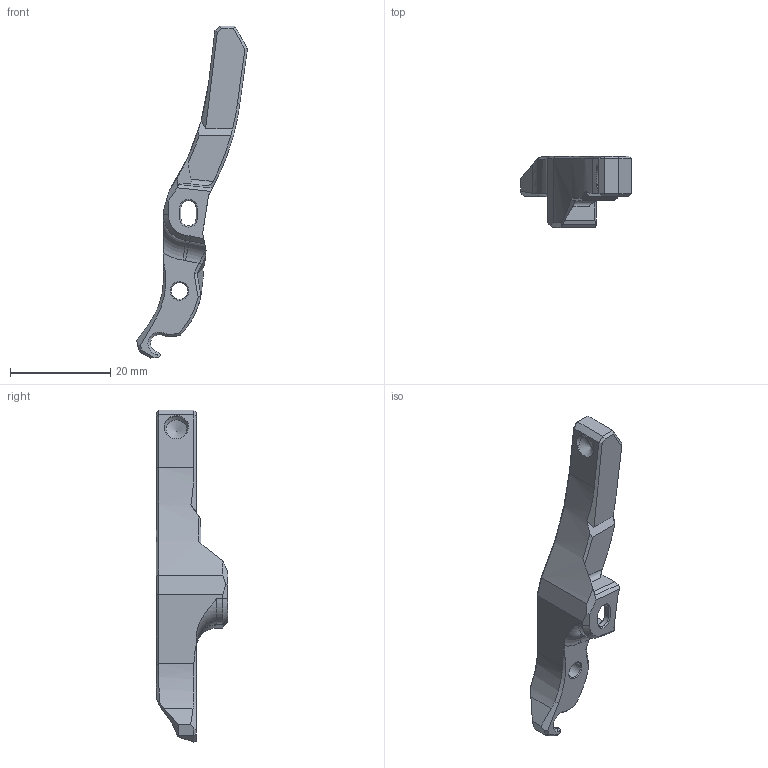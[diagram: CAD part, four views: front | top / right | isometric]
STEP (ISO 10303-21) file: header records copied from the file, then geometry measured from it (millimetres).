
FILE_DESCRIPTION(/* description */ ('Unknown'),/* implementation_level */ '2;1');
FILE_NAME(/* name */ 'Cutting_Arm_Block_SuperSlim_short_4_Rev01',/* time_stamp */ '2023-12-07T11:16:49+01:00',/* author */ ('Unknown'),/* organization */ ('Unknown'),/* preprocessor_version */ 'ST-DEVELOPER v16.7',/* originating_system */ 'Solid Edge',/* authorisation */ 'Unknown');
FILE_SCHEMA (('AUTOMOTIVE_DESIGN {1 0 10303 214 3 1 1}'));
Length unit declared in the file: millimetre
Products named in the file (1): Cutting_Arm_Block_SuperSlim_short_4_Rev01
Bounding box: 22.1 x 14.25 x 66.12 mm (x, y, z)
Volume: 3591.6 mm3; surface area: 2557.8 mm2
Topology: 1 solids, 1 shells, 164 faces, 429 edges, 267 vertices
Faces by surface type: plane 99, cone 30, cylinder 23, bspline 10, torus 2
Full cylindrical faces by diameter (mm): 3.3 x1, 4.296 x1
Entity records: 5309 total; most frequent: CARTESIAN_POINT 1374, ORIENTED_EDGE 842, DIRECTION 760, EDGE_CURVE 421, VERTEX_POINT 265, LINE 264, VECTOR 264, AXIS2_PLACEMENT_3D 248
